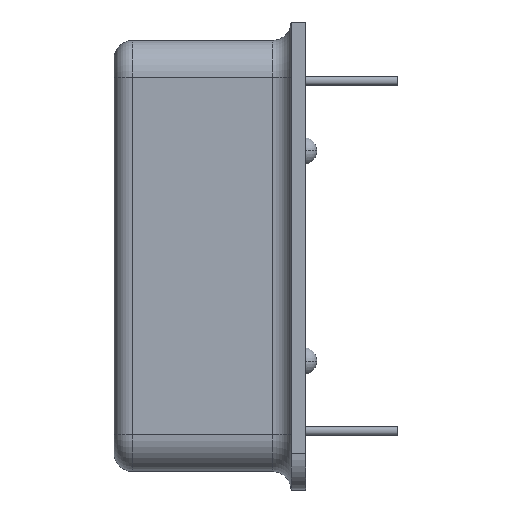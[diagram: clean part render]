
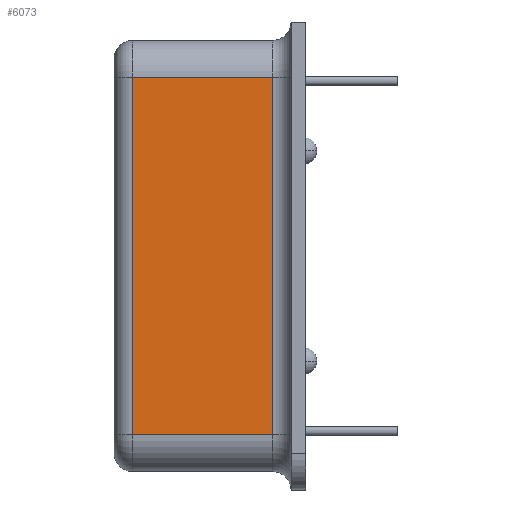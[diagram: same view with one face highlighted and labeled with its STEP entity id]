
A CAD part, left-side view. The second image highlights one B-rep face of the part: STEP entity #6073.
In plain terms, the highlighted planar face has unit normal (-1, 0, 0).
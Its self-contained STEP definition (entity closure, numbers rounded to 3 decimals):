
#1277 = PLANE ( 'NONE',  #6464 ) ;
#1278 = CARTESIAN_POINT ( 'NONE',  ( -11.2, 9.6, -11.7 ) ) ;
#1279 = DIRECTION ( 'NONE',  ( 1., 0., 0. ) ) ;
#1280 = DIRECTION ( 'NONE',  ( 0., 0., -1. ) ) ;
#2539 = CARTESIAN_POINT ( 'NONE',  ( -11.2, 8.6, -9.7 ) ) ;
#2600 = CARTESIAN_POINT ( 'NONE',  ( -11.2, 8.6, 9.7 ) ) ;
#2602 = CARTESIAN_POINT ( 'NONE',  ( -11.2, 1., -9.7 ) ) ;
#2604 = CARTESIAN_POINT ( 'NONE',  ( -11.2, 1., 9.7 ) ) ;
#3613 = LINE ( 'NONE', #3614, #6396 ) ;
#3614 = CARTESIAN_POINT ( 'NONE',  ( -11.2, 1., 9.7 ) ) ;
#3615 = DIRECTION ( 'NONE',  ( 0., 0., 1. ) ) ;
#4085 = LINE ( 'NONE', #4086, #5828 ) ;
#4086 = CARTESIAN_POINT ( 'NONE',  ( -11.2, 9.6, 9.7 ) ) ;
#4087 = DIRECTION ( 'NONE',  ( 0., 1., 0. ) ) ;
#4088 = LINE ( 'NONE', #4089, #5826 ) ;
#4089 = CARTESIAN_POINT ( 'NONE',  ( -11.2, 8.6, -11.7 ) ) ;
#4090 = DIRECTION ( 'NONE',  ( 0., 0., -1. ) ) ;
#4094 = LINE ( 'NONE', #4095, #5677 ) ;
#4095 = CARTESIAN_POINT ( 'NONE',  ( -11.2, 9.6, -9.7 ) ) ;
#4096 = DIRECTION ( 'NONE',  ( 0., -1., 0. ) ) ;
#5157 = EDGE_LOOP ( 'NONE', ( #7191, #7148, #7018, #7022 ) ) ;
#5202 = VERTEX_POINT ( 'NONE', #2539 ) ;
#5366 = VERTEX_POINT ( 'NONE', #2600 ) ;
#5368 = VERTEX_POINT ( 'NONE', #2602 ) ;
#5370 = VERTEX_POINT ( 'NONE', #2604 ) ;
#5677 = VECTOR ( 'NONE', #4096, 1000. ) ;
#5826 = VECTOR ( 'NONE', #4090, 1000. ) ;
#5828 = VECTOR ( 'NONE', #4087, 1000. ) ;
#6018 = EDGE_CURVE ( 'NONE', #5368, #5370, #3613, .T. ) ;
#6073 = ADVANCED_FACE ( 'NONE', ( #6445 ), #1277, .F. ) ;
#6174 = EDGE_CURVE ( 'NONE', #5370, #5366, #4085, .T. ) ;
#6175 = EDGE_CURVE ( 'NONE', #5366, #5202, #4088, .T. ) ;
#6177 = EDGE_CURVE ( 'NONE', #5202, #5368, #4094, .T. ) ;
#6396 = VECTOR ( 'NONE', #3615, 1000. ) ;
#6445 = FACE_OUTER_BOUND ( 'NONE', #5157, .T. ) ;
#6464 = AXIS2_PLACEMENT_3D ( 'NONE', #1278, #1279, #1280 ) ;
#7018 = ORIENTED_EDGE ( 'NONE', *, *, #6174, .T. ) ;
#7022 = ORIENTED_EDGE ( 'NONE', *, *, #6175, .T. ) ;
#7148 = ORIENTED_EDGE ( 'NONE', *, *, #6018, .T. ) ;
#7191 = ORIENTED_EDGE ( 'NONE', *, *, #6177, .T. ) ;
